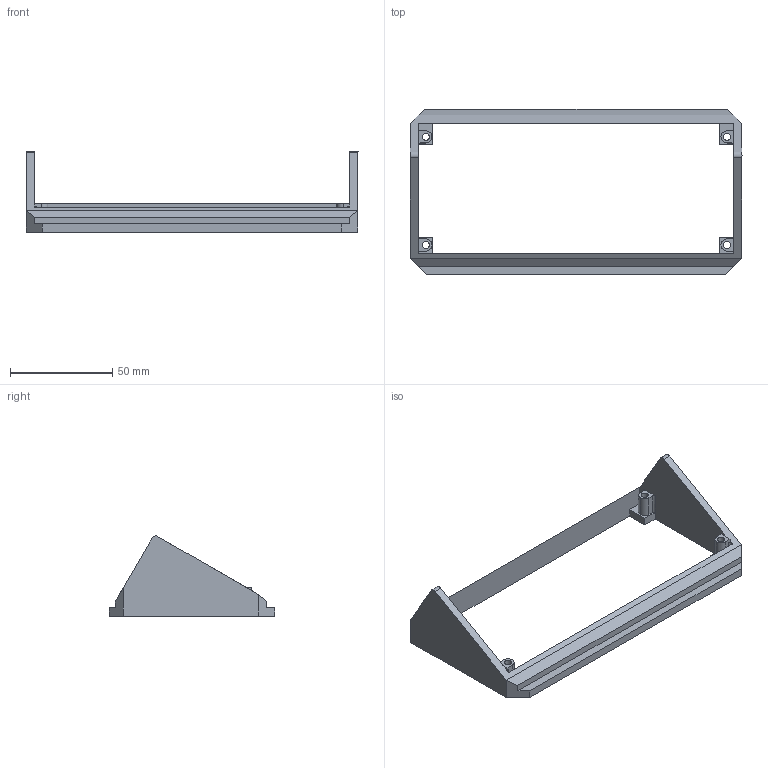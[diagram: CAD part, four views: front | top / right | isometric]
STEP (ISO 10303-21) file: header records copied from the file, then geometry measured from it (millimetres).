
FILE_DESCRIPTION (( 'STEP AP203' ), '1' );
FILE_NAME ('LCD Panel Stand.STEP', '2015-02-17T18:52:45', ( '' ), ( '' ), 'SwSTEP 2.0', 'SolidWorks 2012', '' );
FILE_SCHEMA (( 'CONFIG_CONTROL_DESIGN' ));
Length unit declared in the file: millimetre
Products named in the file (1): LCD Panel Stand
Bounding box: 162.25 x 81 x 39.19 mm (x, y, z)
Volume: 34535.3 mm3; surface area: 22013.7 mm2
Topology: 1 solids, 1 shells, 77 faces, 227 edges, 151 vertices
Faces by surface type: plane 53, cylinder 24
Entity records: 2660 total; most frequent: CARTESIAN_POINT 462, ORIENTED_EDGE 454, DIRECTION 431, EDGE_CURVE 227, VECTOR 175, LINE 175, VERTEX_POINT 151, AXIS2_PLACEMENT_3D 128
